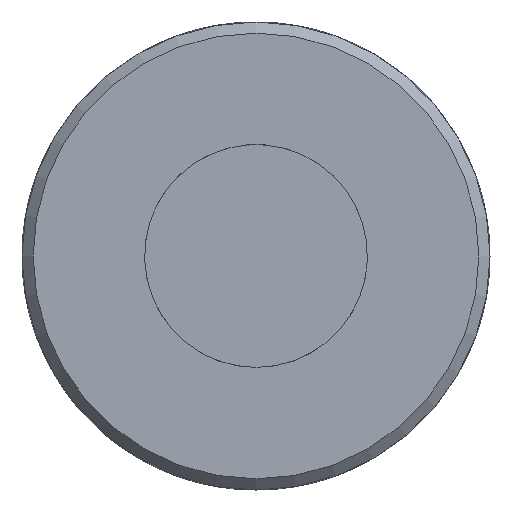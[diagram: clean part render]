
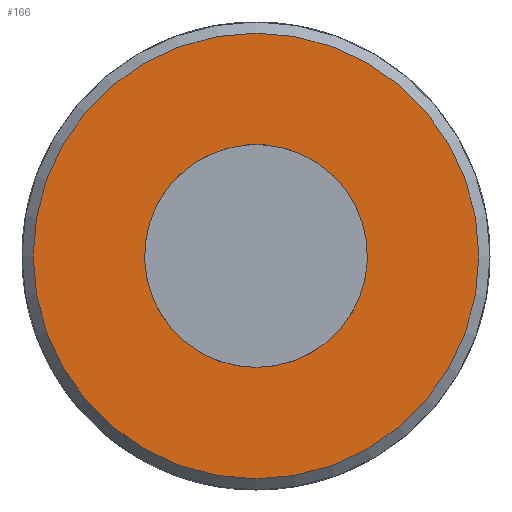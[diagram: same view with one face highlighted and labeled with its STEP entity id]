
A CAD part, left-side view. The second image highlights one B-rep face of the part: STEP entity #166.
In plain terms, the highlighted planar face has unit normal (-1, 0, 0).
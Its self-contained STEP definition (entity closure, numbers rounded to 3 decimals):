
#166 = ADVANCED_FACE( '', ( #325, #326 ), #327, .F. );
#325 = FACE_OUTER_BOUND( '', #473, .T. );
#326 = FACE_BOUND( '', #474, .T. );
#327 = PLANE( '', #475 );
#473 = EDGE_LOOP( '', ( #708 ) );
#474 = EDGE_LOOP( '', ( #709 ) );
#475 = AXIS2_PLACEMENT_3D( '', #710, #711, #712 );
#708 = ORIENTED_EDGE( '', *, *, #866, .F. );
#709 = ORIENTED_EDGE( '', *, *, #850, .T. );
#710 = CARTESIAN_POINT( '', ( 0., 0., 0. ) );
#711 = DIRECTION( '', ( 1., 0., 0. ) );
#712 = DIRECTION( '', ( 0., 0., -1. ) );
#850 = EDGE_CURVE( '', #990, #990, #991, .T. );
#866 = EDGE_CURVE( '', #1012, #1012, #1013, .T. );
#990 = VERTEX_POINT( '', #1582 );
#991 = CIRCLE( '', #1583, 10. );
#1012 = VERTEX_POINT( '', #1611 );
#1013 = CIRCLE( '', #1612, 20. );
#1582 = CARTESIAN_POINT( '', ( 0., 0., -10. ) );
#1583 = AXIS2_PLACEMENT_3D( '', #1709, #1710, #1711 );
#1611 = CARTESIAN_POINT( '', ( 0., 0., -20. ) );
#1612 = AXIS2_PLACEMENT_3D( '', #1722, #1723, #1724 );
#1709 = CARTESIAN_POINT( '', ( 0., 0., 0. ) );
#1710 = DIRECTION( '', ( 1., 0., 0. ) );
#1711 = DIRECTION( '', ( 0., 0., -1. ) );
#1722 = CARTESIAN_POINT( '', ( 0., 0., 0. ) );
#1723 = DIRECTION( '', ( 1., 0., 0. ) );
#1724 = DIRECTION( '', ( 0., 0., -1. ) );
